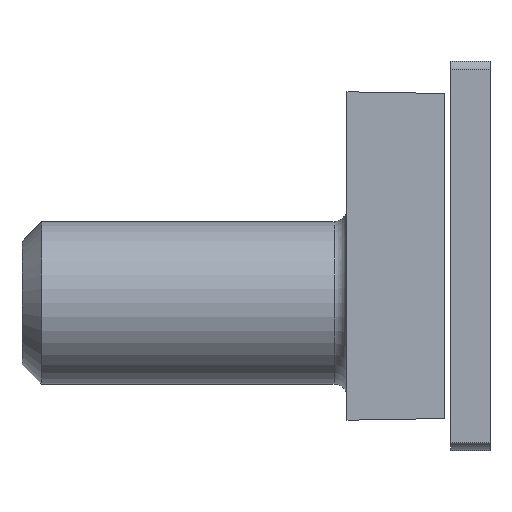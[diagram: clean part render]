
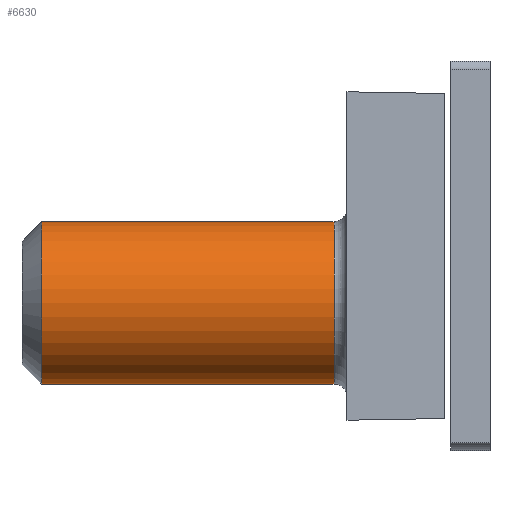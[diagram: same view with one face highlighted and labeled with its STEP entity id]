
A CAD part, left-side view. The second image highlights one B-rep face of the part: STEP entity #6630.
In plain terms, the highlighted cylindrical face has radius 1.25 mm (diameter 2.5 mm), a partial arc.
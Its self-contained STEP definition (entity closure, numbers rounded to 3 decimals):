
#201 = CARTESIAN_POINT ( 'NONE',  ( 0.89, 2.2, -0.72 ) ) ;
#565 = LINE ( 'NONE', #2719, #1797 ) ;
#695 = EDGE_CURVE ( 'NONE', #1339, #6957, #1665, .T. ) ;
#723 = DIRECTION ( 'NONE',  ( 0., 0., -1. ) ) ;
#905 = VERTEX_POINT ( 'NONE', #3968 ) ;
#952 = ORIENTED_EDGE ( 'NONE', *, *, #6495, .F. ) ;
#1339 = VERTEX_POINT ( 'NONE', #3021 ) ;
#1660 = DIRECTION ( 'NONE',  ( 0., 1., 0. ) ) ;
#1665 = CIRCLE ( 'NONE', #2447, 1.25 ) ;
#1797 = VECTOR ( 'NONE', #1660, 1000. ) ;
#1944 = FACE_OUTER_BOUND ( 'NONE', #6922, .T. ) ;
#2212 = DIRECTION ( 'NONE',  ( 0., 1., 0. ) ) ;
#2447 = AXIS2_PLACEMENT_3D ( 'NONE', #6905, #6841, #4676 ) ;
#2719 = CARTESIAN_POINT ( 'NONE',  ( 0.89, 2.2, 0.53 ) ) ;
#2890 = ORIENTED_EDGE ( 'NONE', *, *, #5734, .T. ) ;
#3006 = VERTEX_POINT ( 'NONE', #6145 ) ;
#3021 = CARTESIAN_POINT ( 'NONE',  ( 0.89, 2.4, -1.97 ) ) ;
#3390 = CYLINDRICAL_SURFACE ( 'NONE', #3818, 1.25 ) ;
#3415 = DIRECTION ( 'NONE',  ( 0., -1., 0. ) ) ;
#3591 = AXIS2_PLACEMENT_3D ( 'NONE', #6087, #3415, #723 ) ;
#3818 = AXIS2_PLACEMENT_3D ( 'NONE', #201, #4021, #4557 ) ;
#3968 = CARTESIAN_POINT ( 'NONE',  ( 0.89, 6.9, 0.53 ) ) ;
#4021 = DIRECTION ( 'NONE',  ( 0., 1., 0. ) ) ;
#4159 = VECTOR ( 'NONE', #2212, 1000. ) ;
#4430 = ORIENTED_EDGE ( 'NONE', *, *, #695, .T. ) ;
#4548 = CARTESIAN_POINT ( 'NONE',  ( 0.89, 2.4, 0.53 ) ) ;
#4557 = DIRECTION ( 'NONE',  ( 0., 0., -1. ) ) ;
#4601 = CIRCLE ( 'NONE', #3591, 1.25 ) ;
#4676 = DIRECTION ( 'NONE',  ( 0., 0., -1. ) ) ;
#5734 = EDGE_CURVE ( 'NONE', #905, #3006, #4601, .T. ) ;
#6087 = CARTESIAN_POINT ( 'NONE',  ( 0.89, 6.9, -0.72 ) ) ;
#6145 = CARTESIAN_POINT ( 'NONE',  ( 0.89, 6.9, -1.97 ) ) ;
#6298 = ORIENTED_EDGE ( 'NONE', *, *, #6544, .T. ) ;
#6495 = EDGE_CURVE ( 'NONE', #1339, #3006, #6510, .T. ) ;
#6510 = LINE ( 'NONE', #6572, #4159 ) ;
#6544 = EDGE_CURVE ( 'NONE', #6957, #905, #565, .T. ) ;
#6572 = CARTESIAN_POINT ( 'NONE',  ( 0.89, 2.2, -1.97 ) ) ;
#6630 = ADVANCED_FACE ( 'NONE', ( #1944 ), #3390, .T. ) ;
#6841 = DIRECTION ( 'NONE',  ( 0., 1., 0. ) ) ;
#6905 = CARTESIAN_POINT ( 'NONE',  ( 0.89, 2.4, -0.72 ) ) ;
#6922 = EDGE_LOOP ( 'NONE', ( #4430, #6298, #2890, #952 ) ) ;
#6957 = VERTEX_POINT ( 'NONE', #4548 ) ;
